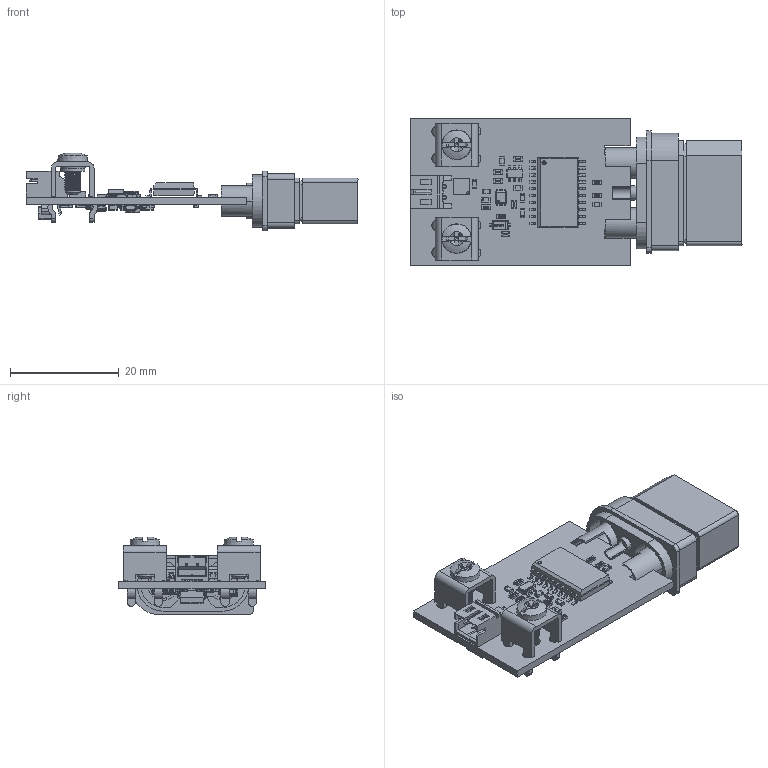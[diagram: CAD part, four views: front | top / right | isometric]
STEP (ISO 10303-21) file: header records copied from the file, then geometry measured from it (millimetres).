
FILE_DESCRIPTION(('Open CASCADE Model'),'2;1');
FILE_NAME('Open CASCADE Shape Model','2020-02-18T11:46:41',('Author'),( 'Open CASCADE'),'Open CASCADE STEP processor 6.8','Open CASCADE 6.8' ,'Unknown');
FILE_SCHEMA(('AUTOMOTIVE_DESIGN { 1 0 10303 214 1 1 1 1 }'));
Length unit declared in the file: millimetre
Products named in the file (83): PCB; Board; Open CASCADE STEP translator 6.8 1.1.1; D3; DO214AC(SMA); J2; JST2-2-HOR; 62000211722; 6200xx11722_PIN1; U8; HVSON-8; Fusion; Cut; C19; C0603-05; C0603-Srodek; C0603-Elektroda; C11; U3; PW0014A; PW0014A_1; PW0014A_2; C10; R12; R0603; User_Library-R_SMD_0603_0603_BODY; User_Library-R_SMD_0603_0603_PAD; User_Library-R_SMD_0603_0603_OPIS; R11; C6; R10; R7; R9; R8; C17; C16; C18; R6; R5; C14 ...
Assembly tree (136 placements, depth 4):
  PCB
    Board
      Open CASCADE STEP translator 6.8 1.1.1
    D3
      DO214AC(SMA)
    J2
      JST2-2-HOR
        62000211722
        6200xx11722_PIN1  x2
    U8
      HVSON-8
        Fusion
        Cut
    C19
      C0603-05
        C0603-Srodek
        C0603-Elektroda  x2
    C11
      C0603-05
        C0603-Srodek
        C0603-Elektroda  x2
    U3
      PW0014A
        PW0014A_1
        PW0014A_2  x14
    C10
      C0603-05
        C0603-Srodek
        C0603-Elektroda  x2
    R12
      R0603
        User_Library-R_SMD_0603_0603_BODY
        User_Library-R_SMD_0603_0603_PAD  x2
        User_Library-R_SMD_0603_0603_OPIS
    R11
      R0603
        User_Library-R_SMD_0603_0603_BODY
        User_Library-R_SMD_0603_0603_PAD  x2
        User_Library-R_SMD_0603_0603_OPIS
    C6
      C0603-05
        C0603-Srodek
        C0603-Elektroda  x2
    R10
      R0603
        User_Library-R_SMD_0603_0603_BODY
        User_Library-R_SMD_0603_0603_PAD  x2
        User_Library-R_SMD_0603_0603_OPIS
    R7
      R0603
        User_Library-R_SMD_0603_0603_BODY
        User_Library-R_SMD_0603_0603_PAD  x2
        User_Library-R_SMD_0603_0603_OPIS
    R9
      R0603
        User_Library-R_SMD_0603_0603_BODY
        User_Library-R_SMD_0603_0603_PAD  x2
        User_Library-R_SMD_0603_0603_OPIS
    R8
      R0603
Bounding box: 61.1 x 27 x 14.34 mm (x, y, z)
Volume: 4866.5 mm3; surface area: 7695.5 mm2
Topology: 179 solids, 183 shells, 4301 faces, 10838 edges, 7007 vertices
Faces by surface type: plane 2292, cylinder 959, bspline 902, sphere 87, torus 37, cone 24
Full cylindrical faces by diameter (mm): 0.5 x1, 0.75 x1, 0.8 x2, 2 x8, 2.715 x34, 2.845 x4, 3.2 x2, 4.343 x2, 4.47 x2
Entity records: 68721 total; most frequent: CARTESIAN_POINT 20446, ORIENTED_EDGE 8592, DIRECTION 7960, EDGE_CURVE 4299, LINE 2820, VECTOR 2820, VERTEX_POINT 2774, AXIS2_PLACEMENT_3D 2570
